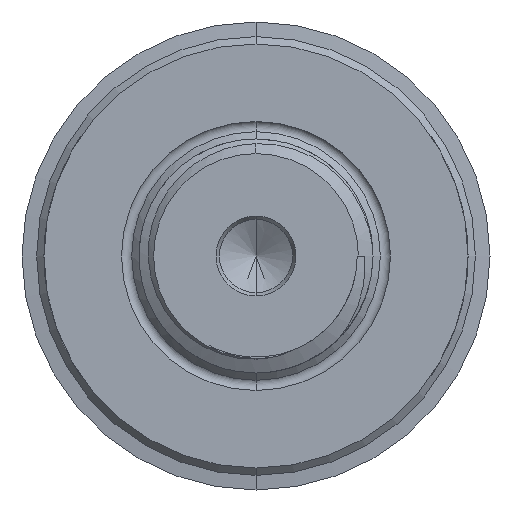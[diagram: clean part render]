
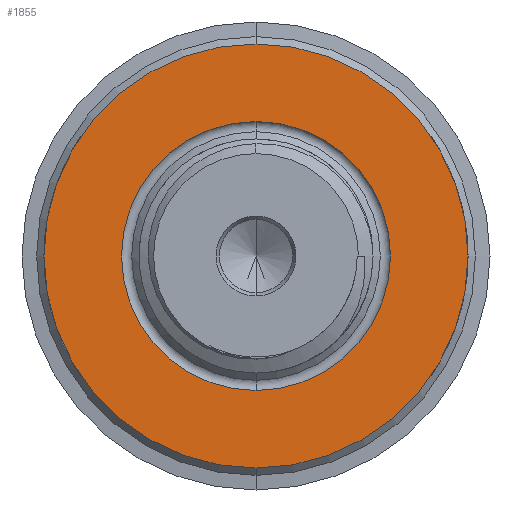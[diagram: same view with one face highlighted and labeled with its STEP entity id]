
A CAD part, front view. The second image highlights one B-rep face of the part: STEP entity #1855.
In plain terms, the highlighted planar face has unit normal (0, -1, 0).
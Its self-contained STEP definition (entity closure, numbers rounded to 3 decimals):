
#22 = AXIS2_PLACEMENT_3D ( 'NONE', #1317, #1932, #3499 ) ;
#52 = EDGE_CURVE ( 'NONE', #330, #2424, #1064, .T. ) ;
#129 = CARTESIAN_POINT ( 'NONE',  ( 0., 0., 0. ) ) ;
#330 = VERTEX_POINT ( 'NONE', #1380 ) ;
#340 = EDGE_CURVE ( 'NONE', #2424, #330, #4034, .T. ) ;
#397 = VERTEX_POINT ( 'NONE', #1206 ) ;
#448 = DIRECTION ( 'NONE',  ( 0., 0., -1. ) ) ;
#483 = CARTESIAN_POINT ( 'NONE',  ( 0., 0., -9.195 ) ) ;
#513 = DIRECTION ( 'NONE',  ( 0., -1., 0. ) ) ;
#553 = CARTESIAN_POINT ( 'NONE',  ( 0., 0., 0. ) ) ;
#745 = VERTEX_POINT ( 'NONE', #3318 ) ;
#1064 = CIRCLE ( 'NONE', #22, 9.195 ) ;
#1135 = AXIS2_PLACEMENT_3D ( 'NONE', #553, #1469, #2084 ) ;
#1164 = PLANE ( 'NONE',  #2316 ) ;
#1206 = CARTESIAN_POINT ( 'NONE',  ( 0., 0., 14.5 ) ) ;
#1224 = AXIS2_PLACEMENT_3D ( 'NONE', #129, #2312, #448 ) ;
#1250 = EDGE_CURVE ( 'NONE', #397, #745, #3601, .T. ) ;
#1317 = CARTESIAN_POINT ( 'NONE',  ( 0., 0., 0. ) ) ;
#1380 = CARTESIAN_POINT ( 'NONE',  ( 0., 0., 9.195 ) ) ;
#1427 = AXIS2_PLACEMENT_3D ( 'NONE', #3047, #513, #2093 ) ;
#1469 = DIRECTION ( 'NONE',  ( 0., -1., 0. ) ) ;
#1522 = ORIENTED_EDGE ( 'NONE', *, *, #52, .F. ) ;
#1855 = ADVANCED_FACE ( 'NONE', ( #3246, #3144 ), #1164, .F. ) ;
#1932 = DIRECTION ( 'NONE',  ( 0., -1., 0. ) ) ;
#2056 = ORIENTED_EDGE ( 'NONE', *, *, #4045, .T. ) ;
#2084 = DIRECTION ( 'NONE',  ( 0., 0., -1. ) ) ;
#2093 = DIRECTION ( 'NONE',  ( 0., 0., -1. ) ) ;
#2237 = ORIENTED_EDGE ( 'NONE', *, *, #1250, .T. ) ;
#2312 = DIRECTION ( 'NONE',  ( 0., -1., 0. ) ) ;
#2316 = AXIS2_PLACEMENT_3D ( 'NONE', #3392, #3015, #3042 ) ;
#2424 = VERTEX_POINT ( 'NONE', #483 ) ;
#3015 = DIRECTION ( 'NONE',  ( 0., 1., 0. ) ) ;
#3042 = DIRECTION ( 'NONE',  ( 0., 0., 1. ) ) ;
#3047 = CARTESIAN_POINT ( 'NONE',  ( 0., 0., 0. ) ) ;
#3141 = EDGE_LOOP ( 'NONE', ( #3698, #1522 ) ) ;
#3144 = FACE_OUTER_BOUND ( 'NONE', #3361, .T. ) ;
#3246 = FACE_BOUND ( 'NONE', #3141, .T. ) ;
#3318 = CARTESIAN_POINT ( 'NONE',  ( 0., 0., -14.5 ) ) ;
#3361 = EDGE_LOOP ( 'NONE', ( #2056, #2237 ) ) ;
#3392 = CARTESIAN_POINT ( 'NONE',  ( -9.195, 0., 0. ) ) ;
#3499 = DIRECTION ( 'NONE',  ( 0., 0., -1. ) ) ;
#3601 = CIRCLE ( 'NONE', #1135, 14.5 ) ;
#3698 = ORIENTED_EDGE ( 'NONE', *, *, #340, .F. ) ;
#3970 = CIRCLE ( 'NONE', #1427, 14.5 ) ;
#4034 = CIRCLE ( 'NONE', #1224, 9.195 ) ;
#4045 = EDGE_CURVE ( 'NONE', #745, #397, #3970, .T. ) ;
